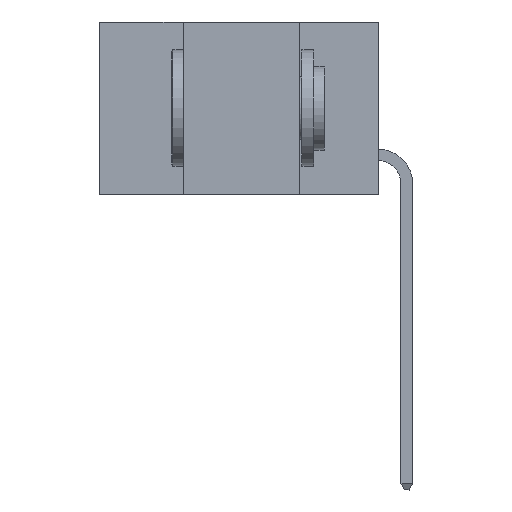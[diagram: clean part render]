
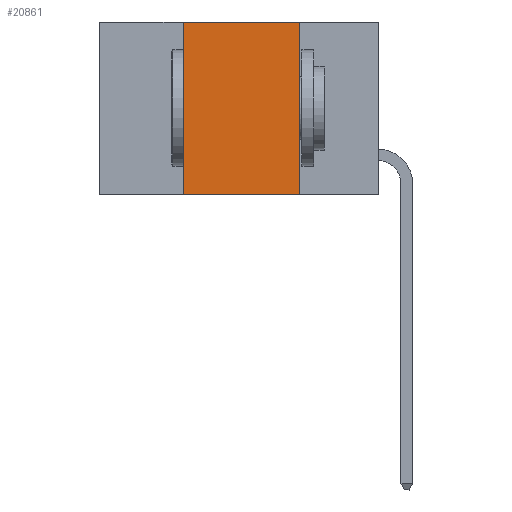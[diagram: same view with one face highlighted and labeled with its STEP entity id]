
A CAD part, left-side view. The second image highlights one B-rep face of the part: STEP entity #20861.
In plain terms, the highlighted planar face has unit normal (-1, 0, 0).
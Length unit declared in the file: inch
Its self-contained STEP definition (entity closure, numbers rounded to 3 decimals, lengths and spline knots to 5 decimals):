
#112 = VECTOR ( 'NONE', #14159, 39.37008 ) ;
#383 = VERTEX_POINT ( 'NONE', #23078 ) ;
#672 = ORIENTED_EDGE ( 'NONE', *, *, #16283, .F. ) ;
#817 = CARTESIAN_POINT ( 'NONE',  ( 0., 0.17, -0.37 ) ) ;
#1827 = EDGE_LOOP ( 'NONE', ( #672, #17959, #3141, #5921 ) ) ;
#2000 = LINE ( 'NONE', #13219, #22952 ) ;
#3141 = ORIENTED_EDGE ( 'NONE', *, *, #15509, .F. ) ;
#3266 = DIRECTION ( 'NONE',  ( 1., 0., 0. ) ) ;
#4270 = LINE ( 'NONE', #11734, #5555 ) ;
#4385 = VECTOR ( 'NONE', #18824, 39.37008 ) ;
#4497 = CARTESIAN_POINT ( 'NONE',  ( 0., 0.6, 0. ) ) ;
#5229 = CARTESIAN_POINT ( 'NONE',  ( 0., 0.42, -0.37 ) ) ;
#5555 = VECTOR ( 'NONE', #9874, 39.37008 ) ;
#5921 = ORIENTED_EDGE ( 'NONE', *, *, #21655, .T. ) ;
#6388 = EDGE_CURVE ( 'NONE', #23738, #383, #2000, .T. ) ;
#6428 = CARTESIAN_POINT ( 'NONE',  ( 0., 0.6, -0.37 ) ) ;
#9874 = DIRECTION ( 'NONE',  ( 0., 0., 1. ) ) ;
#9958 = VERTEX_POINT ( 'NONE', #817 ) ;
#10162 = LINE ( 'NONE', #6428, #112 ) ;
#11199 = LINE ( 'NONE', #22427, #4385 ) ;
#11473 = VERTEX_POINT ( 'NONE', #5229 ) ;
#11734 = CARTESIAN_POINT ( 'NONE',  ( 0., 0.42, -0.37 ) ) ;
#13219 = CARTESIAN_POINT ( 'NONE',  ( 0., 0.6, 0. ) ) ;
#13446 = CARTESIAN_POINT ( 'NONE',  ( 0., 0.42, 0. ) ) ;
#14159 = DIRECTION ( 'NONE',  ( 0., -1., 0. ) ) ;
#15509 = EDGE_CURVE ( 'NONE', #11473, #23738, #4270, .T. ) ;
#16283 = EDGE_CURVE ( 'NONE', #383, #9958, #11199, .T. ) ;
#17218 = DIRECTION ( 'NONE',  ( 0., -1., 0. ) ) ;
#17959 = ORIENTED_EDGE ( 'NONE', *, *, #6388, .F. ) ;
#18824 = DIRECTION ( 'NONE',  ( 0., 0., -1. ) ) ;
#20456 = DIRECTION ( 'NONE',  ( 0., 0., -1. ) ) ;
#20861 = ADVANCED_FACE ( 'NONE', ( #23931 ), #21568, .F. ) ;
#21189 = AXIS2_PLACEMENT_3D ( 'NONE', #4497, #3266, #20456 ) ;
#21568 = PLANE ( 'NONE',  #21189 ) ;
#21655 = EDGE_CURVE ( 'NONE', #11473, #9958, #10162, .T. ) ;
#22427 = CARTESIAN_POINT ( 'NONE',  ( 0., 0.17, -0.37 ) ) ;
#22952 = VECTOR ( 'NONE', #17218, 39.37008 ) ;
#23078 = CARTESIAN_POINT ( 'NONE',  ( 0., 0.17, 0. ) ) ;
#23738 = VERTEX_POINT ( 'NONE', #13446 ) ;
#23931 = FACE_OUTER_BOUND ( 'NONE', #1827, .T. ) ;
